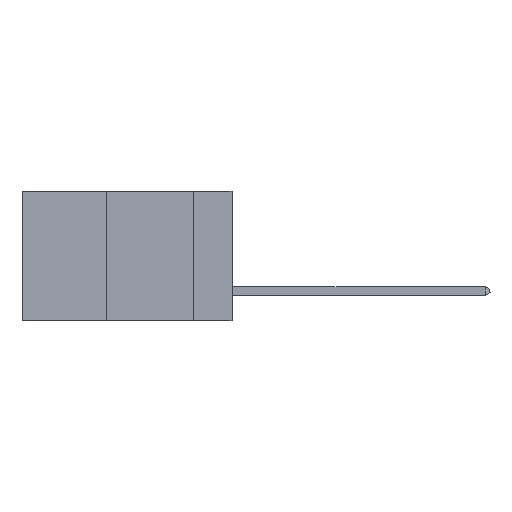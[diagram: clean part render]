
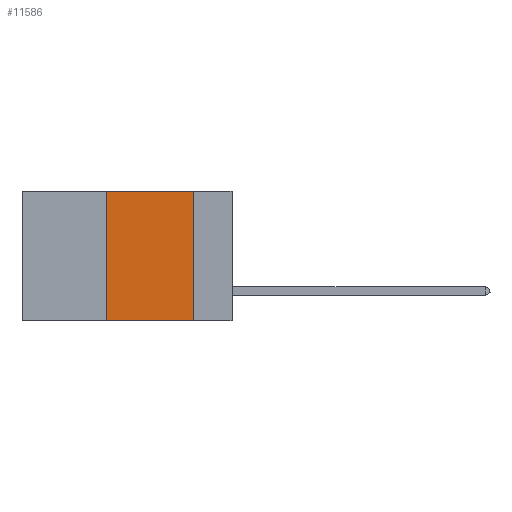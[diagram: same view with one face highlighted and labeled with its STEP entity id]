
A CAD part, left-side view. The second image highlights one B-rep face of the part: STEP entity #11586.
In plain terms, the highlighted planar face has unit normal (-1, 0, 0).
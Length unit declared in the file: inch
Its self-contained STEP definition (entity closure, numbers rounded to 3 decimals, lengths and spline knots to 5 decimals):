
#697 = LINE ( 'NONE', #9100, #3462 ) ;
#1005 = ORIENTED_EDGE ( 'NONE', *, *, #14282, .F. ) ;
#1352 = CARTESIAN_POINT ( 'NONE',  ( 0., 0.11, 0. ) ) ;
#1792 = VERTEX_POINT ( 'NONE', #20141 ) ;
#3075 = CARTESIAN_POINT ( 'NONE',  ( 0., 0.6, 0. ) ) ;
#3462 = VECTOR ( 'NONE', #20574, 39.37008 ) ;
#4024 = EDGE_CURVE ( 'NONE', #12034, #18359, #18032, .T. ) ;
#4059 = DIRECTION ( 'NONE',  ( 0., -1., 0. ) ) ;
#4090 = CARTESIAN_POINT ( 'NONE',  ( 0., 0.36, 0. ) ) ;
#4413 = PLANE ( 'NONE',  #17581 ) ;
#4629 = EDGE_CURVE ( 'NONE', #1792, #12034, #697, .T. ) ;
#4643 = CARTESIAN_POINT ( 'NONE',  ( 0., 0.11, 0. ) ) ;
#5123 = ORIENTED_EDGE ( 'NONE', *, *, #4629, .F. ) ;
#5427 = CARTESIAN_POINT ( 'NONE',  ( 0., 0.6, 0. ) ) ;
#5953 = DIRECTION ( 'NONE',  ( 1., 0., 0. ) ) ;
#6446 = EDGE_CURVE ( 'NONE', #1792, #14063, #19201, .T. ) ;
#6917 = LINE ( 'NONE', #1352, #16856 ) ;
#6994 = FACE_OUTER_BOUND ( 'NONE', #13138, .T. ) ;
#8473 = VECTOR ( 'NONE', #4059, 39.37008 ) ;
#9100 = CARTESIAN_POINT ( 'NONE',  ( 0., 0.36, 0. ) ) ;
#11586 = ADVANCED_FACE ( 'NONE', ( #6994 ), #4413, .F. ) ;
#12034 = VERTEX_POINT ( 'NONE', #4090 ) ;
#12638 = DIRECTION ( 'NONE',  ( 0., 0., -1. ) ) ;
#13138 = EDGE_LOOP ( 'NONE', ( #1005, #20656, #5123, #19292 ) ) ;
#14063 = VERTEX_POINT ( 'NONE', #16779 ) ;
#14282 = EDGE_CURVE ( 'NONE', #18359, #14063, #6917, .T. ) ;
#15997 = VECTOR ( 'NONE', #18333, 39.37008 ) ;
#16779 = CARTESIAN_POINT ( 'NONE',  ( 0., 0.11, -0.37 ) ) ;
#16856 = VECTOR ( 'NONE', #12638, 39.37008 ) ;
#17581 = AXIS2_PLACEMENT_3D ( 'NONE', #3075, #5953, #20662 ) ;
#18032 = LINE ( 'NONE', #5427, #15997 ) ;
#18333 = DIRECTION ( 'NONE',  ( 0., -1., 0. ) ) ;
#18359 = VERTEX_POINT ( 'NONE', #4643 ) ;
#19201 = LINE ( 'NONE', #20275, #8473 ) ;
#19292 = ORIENTED_EDGE ( 'NONE', *, *, #6446, .T. ) ;
#20141 = CARTESIAN_POINT ( 'NONE',  ( 0., 0.36, -0.37 ) ) ;
#20275 = CARTESIAN_POINT ( 'NONE',  ( 0., 0.6, -0.37 ) ) ;
#20574 = DIRECTION ( 'NONE',  ( 0., 0., 1. ) ) ;
#20656 = ORIENTED_EDGE ( 'NONE', *, *, #4024, .F. ) ;
#20662 = DIRECTION ( 'NONE',  ( 0., 0., -1. ) ) ;
